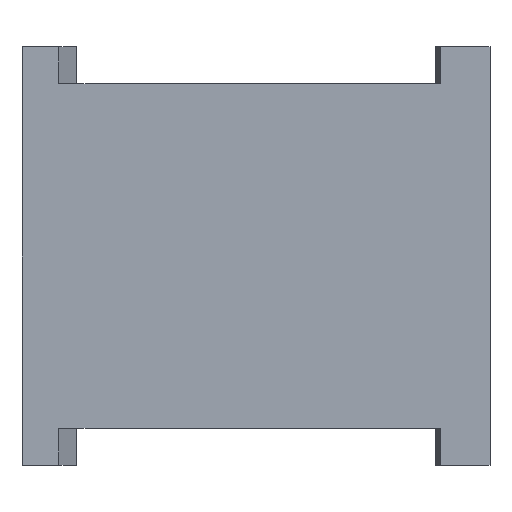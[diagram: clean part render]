
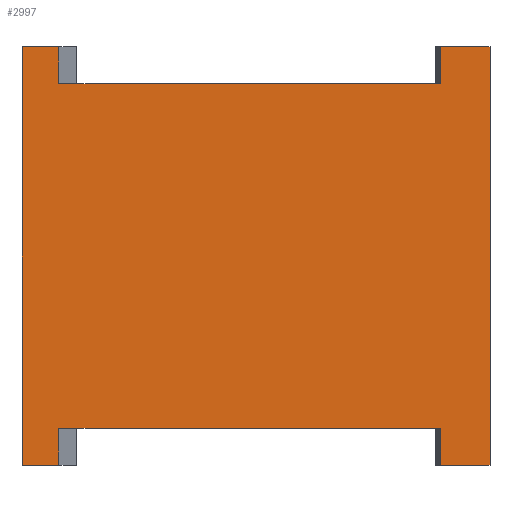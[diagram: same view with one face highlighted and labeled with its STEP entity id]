
A CAD part, front view. The second image highlights one B-rep face of the part: STEP entity #2997.
In plain terms, the highlighted planar face has unit normal (0, -1, 0).
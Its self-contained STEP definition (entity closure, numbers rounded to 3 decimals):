
#81 = DIRECTION ( 'NONE',  ( -1., 0., 0. ) ) ;
#83 = DIRECTION ( 'NONE',  ( 1., 0., 0. ) ) ;
#112 = ORIENTED_EDGE ( 'NONE', *, *, #2586, .T. ) ;
#137 = VERTEX_POINT ( 'NONE', #1568 ) ;
#147 = EDGE_CURVE ( 'NONE', #3864, #137, #3810, .T. ) ;
#162 = EDGE_CURVE ( 'NONE', #1678, #384, #1304, .T. ) ;
#179 = VECTOR ( 'NONE', #3073, 1000. ) ;
#181 = ORIENTED_EDGE ( 'NONE', *, *, #162, .F. ) ;
#203 = CARTESIAN_POINT ( 'NONE',  ( 15., 0., 14. ) ) ;
#252 = ORIENTED_EDGE ( 'NONE', *, *, #676, .F. ) ;
#318 = VECTOR ( 'NONE', #1932, 1000. ) ;
#340 = CARTESIAN_POINT ( 'NONE',  ( -16., 0., -14. ) ) ;
#384 = VERTEX_POINT ( 'NONE', #2298 ) ;
#420 = ORIENTED_EDGE ( 'NONE', *, *, #1864, .T. ) ;
#444 = CARTESIAN_POINT ( 'NONE',  ( 15., 0., -14. ) ) ;
#666 = EDGE_LOOP ( 'NONE', ( #2841, #252, #2786, #3602, #3352, #112, #420, #181, #3216, #2697, #994, #2051 ) ) ;
#676 = EDGE_CURVE ( 'NONE', #3644, #1775, #683, .T. ) ;
#677 = FACE_OUTER_BOUND ( 'NONE', #666, .T. ) ;
#683 = LINE ( 'NONE', #2295, #775 ) ;
#701 = CARTESIAN_POINT ( 'NONE',  ( -16., 0., -14. ) ) ;
#775 = VECTOR ( 'NONE', #810, 1000. ) ;
#804 = CARTESIAN_POINT ( 'NONE',  ( 19., 0., -17. ) ) ;
#810 = DIRECTION ( 'NONE',  ( 1., 0., 0. ) ) ;
#927 = LINE ( 'NONE', #203, #1530 ) ;
#981 = CARTESIAN_POINT ( 'NONE',  ( 15., 0., 17. ) ) ;
#994 = ORIENTED_EDGE ( 'NONE', *, *, #1673, .T. ) ;
#1018 = LINE ( 'NONE', #340, #2583 ) ;
#1042 = VERTEX_POINT ( 'NONE', #1564 ) ;
#1187 = EDGE_CURVE ( 'NONE', #2089, #2608, #2820, .T. ) ;
#1249 = VECTOR ( 'NONE', #2213, 1000. ) ;
#1304 = LINE ( 'NONE', #1309, #1995 ) ;
#1309 = CARTESIAN_POINT ( 'NONE',  ( 19., 0., -17. ) ) ;
#1431 = PLANE ( 'NONE',  #2833 ) ;
#1476 = EDGE_CURVE ( 'NONE', #2693, #1678, #2545, .T. ) ;
#1508 = CARTESIAN_POINT ( 'NONE',  ( -19., 0., -17. ) ) ;
#1516 = DIRECTION ( 'NONE',  ( 0., 0., 1. ) ) ;
#1524 = CARTESIAN_POINT ( 'NONE',  ( 15., 0., 14. ) ) ;
#1530 = VECTOR ( 'NONE', #2248, 1000. ) ;
#1564 = CARTESIAN_POINT ( 'NONE',  ( 15., 0., -14. ) ) ;
#1568 = CARTESIAN_POINT ( 'NONE',  ( -16., 0., -14. ) ) ;
#1615 = EDGE_CURVE ( 'NONE', #3864, #2157, #3477, .T. ) ;
#1673 = EDGE_CURVE ( 'NONE', #3597, #2089, #927, .T. ) ;
#1678 = VERTEX_POINT ( 'NONE', #3752 ) ;
#1775 = VERTEX_POINT ( 'NONE', #3229 ) ;
#1784 = CARTESIAN_POINT ( 'NONE',  ( -19., 0., -17. ) ) ;
#1864 = EDGE_CURVE ( 'NONE', #1042, #384, #2584, .T. ) ;
#1867 = CARTESIAN_POINT ( 'NONE',  ( -19., 0., 17. ) ) ;
#1932 = DIRECTION ( 'NONE',  ( 0., 0., -1. ) ) ;
#1995 = VECTOR ( 'NONE', #3041, 1000. ) ;
#2025 = LINE ( 'NONE', #1867, #2721 ) ;
#2041 = VECTOR ( 'NONE', #81, 1000. ) ;
#2051 = ORIENTED_EDGE ( 'NONE', *, *, #1187, .T. ) ;
#2072 = LINE ( 'NONE', #3816, #3608 ) ;
#2089 = VERTEX_POINT ( 'NONE', #1524 ) ;
#2101 = EDGE_CURVE ( 'NONE', #3597, #2693, #2025, .T. ) ;
#2110 = CARTESIAN_POINT ( 'NONE',  ( -16., 0., 14. ) ) ;
#2157 = VERTEX_POINT ( 'NONE', #1508 ) ;
#2183 = CARTESIAN_POINT ( 'NONE',  ( -16., 0., 14. ) ) ;
#2213 = DIRECTION ( 'NONE',  ( 0., 0., -1. ) ) ;
#2248 = DIRECTION ( 'NONE',  ( 0., 0., -1. ) ) ;
#2295 = CARTESIAN_POINT ( 'NONE',  ( -19., 0., 17. ) ) ;
#2298 = CARTESIAN_POINT ( 'NONE',  ( 15., 0., -17. ) ) ;
#2496 = CARTESIAN_POINT ( 'NONE',  ( -19., 0., 17. ) ) ;
#2545 = LINE ( 'NONE', #3704, #1249 ) ;
#2583 = VECTOR ( 'NONE', #3551, 1000. ) ;
#2584 = LINE ( 'NONE', #444, #318 ) ;
#2585 = VECTOR ( 'NONE', #2591, 1000. ) ;
#2586 = EDGE_CURVE ( 'NONE', #137, #1042, #1018, .T. ) ;
#2591 = DIRECTION ( 'NONE',  ( -1., 0., 0. ) ) ;
#2608 = VERTEX_POINT ( 'NONE', #2110 ) ;
#2616 = DIRECTION ( 'NONE',  ( 0., -1., 0. ) ) ;
#2636 = CARTESIAN_POINT ( 'NONE',  ( -16., 0., -17. ) ) ;
#2693 = VERTEX_POINT ( 'NONE', #3481 ) ;
#2697 = ORIENTED_EDGE ( 'NONE', *, *, #2101, .F. ) ;
#2721 = VECTOR ( 'NONE', #83, 1000. ) ;
#2786 = ORIENTED_EDGE ( 'NONE', *, *, #3106, .F. ) ;
#2820 = LINE ( 'NONE', #2183, #2041 ) ;
#2833 = AXIS2_PLACEMENT_3D ( 'NONE', #2889, #2616, #3506 ) ;
#2841 = ORIENTED_EDGE ( 'NONE', *, *, #3158, .T. ) ;
#2889 = CARTESIAN_POINT ( 'NONE',  ( 0., 0., 0. ) ) ;
#2997 = ADVANCED_FACE ( 'NONE', ( #677 ), #1431, .T. ) ;
#3041 = DIRECTION ( 'NONE',  ( -1., 0., 0. ) ) ;
#3073 = DIRECTION ( 'NONE',  ( 0., 0., 1. ) ) ;
#3106 = EDGE_CURVE ( 'NONE', #2157, #3644, #3326, .T. ) ;
#3158 = EDGE_CURVE ( 'NONE', #2608, #1775, #2072, .T. ) ;
#3216 = ORIENTED_EDGE ( 'NONE', *, *, #1476, .F. ) ;
#3229 = CARTESIAN_POINT ( 'NONE',  ( -16., 0., 17. ) ) ;
#3326 = LINE ( 'NONE', #1784, #3559 ) ;
#3352 = ORIENTED_EDGE ( 'NONE', *, *, #147, .T. ) ;
#3462 = DIRECTION ( 'NONE',  ( 0., 0., 1. ) ) ;
#3477 = LINE ( 'NONE', #804, #2585 ) ;
#3481 = CARTESIAN_POINT ( 'NONE',  ( 19., 0., 17. ) ) ;
#3506 = DIRECTION ( 'NONE',  ( 0., 0., -1. ) ) ;
#3551 = DIRECTION ( 'NONE',  ( 1., 0., 0. ) ) ;
#3559 = VECTOR ( 'NONE', #1516, 1000. ) ;
#3597 = VERTEX_POINT ( 'NONE', #981 ) ;
#3602 = ORIENTED_EDGE ( 'NONE', *, *, #1615, .F. ) ;
#3608 = VECTOR ( 'NONE', #3462, 1000. ) ;
#3644 = VERTEX_POINT ( 'NONE', #2496 ) ;
#3704 = CARTESIAN_POINT ( 'NONE',  ( 19., 0., 17. ) ) ;
#3752 = CARTESIAN_POINT ( 'NONE',  ( 19., 0., -17. ) ) ;
#3810 = LINE ( 'NONE', #701, #179 ) ;
#3816 = CARTESIAN_POINT ( 'NONE',  ( -16., 0., 14. ) ) ;
#3864 = VERTEX_POINT ( 'NONE', #2636 ) ;
